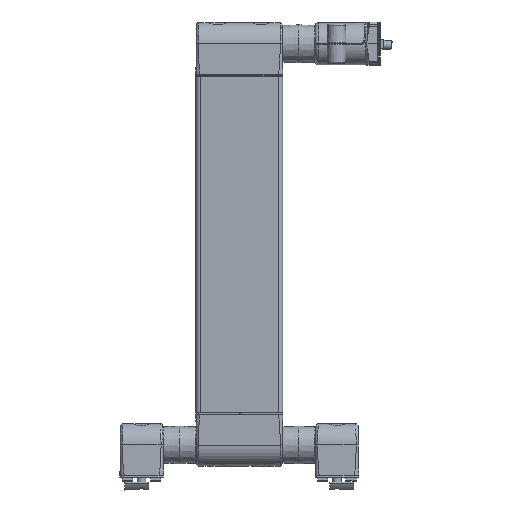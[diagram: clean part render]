
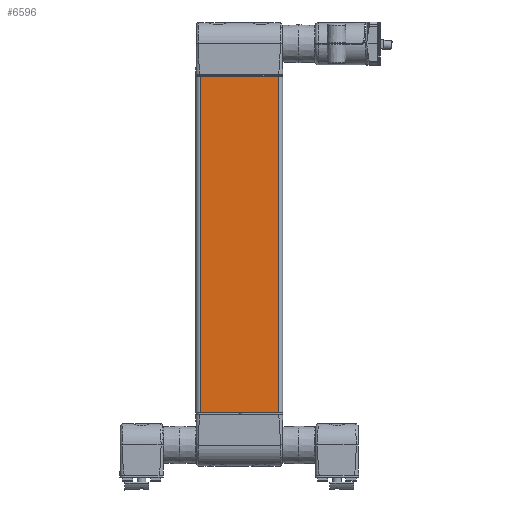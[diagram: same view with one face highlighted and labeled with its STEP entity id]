
A CAD part, front view. The second image highlights one B-rep face of the part: STEP entity #6596.
In plain terms, the highlighted planar face has unit normal (0, -1, 0).
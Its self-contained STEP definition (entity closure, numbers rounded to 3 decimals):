
#6596=ADVANCED_FACE('',(#8729),#8730,.F.);
#8729=FACE_OUTER_BOUND('',#11405,.T.);
#8730=PLANE('',#11406);
#11405=EDGE_LOOP('',(#18460,#18461,#18462,#18463));
#11406=AXIS2_PLACEMENT_3D('',#18464,#18465,#18466);
#18460=ORIENTED_EDGE('',*,*,#24354,.F.);
#18461=ORIENTED_EDGE('',*,*,#24642,.F.);
#18462=ORIENTED_EDGE('',*,*,#24478,.F.);
#18463=ORIENTED_EDGE('',*,*,#24643,.T.);
#18464=CARTESIAN_POINT('',(0.006,-20.,3215.));
#18465=DIRECTION('',(0.,1.0,0.));
#18466=DIRECTION('',(-1.0,0.,0.));
#24354=EDGE_CURVE('',#28779,#28781,#28782,.T.);
#24478=EDGE_CURVE('',#29027,#29029,#29030,.T.);
#24642=EDGE_CURVE('',#29029,#28779,#29249,.T.);
#24643=EDGE_CURVE('',#29027,#28781,#29250,.T.);
#28779=VERTEX_POINT('',#38513);
#28781=VERTEX_POINT('',#38515);
#28782=LINE('',#38516,#38517);
#29027=VERTEX_POINT('',#38863);
#29029=VERTEX_POINT('',#38865);
#29030=LINE('',#38866,#38867);
#29249=LINE('',#39217,#39218);
#29250=LINE('',#39219,#39220);
#38513=CARTESIAN_POINT('',(36.006,-20.,60.));
#38515=CARTESIAN_POINT('',(-35.994,-20.,60.));
#38516=CARTESIAN_POINT('',(0.006,-20.,60.));
#38517=VECTOR('',#47285,1.0);
#38863=CARTESIAN_POINT('',(-35.994,-20.,370.));
#38865=CARTESIAN_POINT('',(36.006,-20.,370.));
#38866=CARTESIAN_POINT('',(0.006,-20.,370.));
#38867=VECTOR('',#47453,1.0);
#39217=CARTESIAN_POINT('',(36.006,-20.,3215.));
#39218=VECTOR('',#47681,1.0);
#39219=CARTESIAN_POINT('',(-35.994,-20.,3215.0));
#39220=VECTOR('',#47682,1.0);
#47285=DIRECTION('',(-1.0,0.,0.));
#47453=DIRECTION('',(1.0,0.,0.));
#47681=DIRECTION('',(0.,0.,-1.0));
#47682=DIRECTION('',(0.,0.,-1.0));
